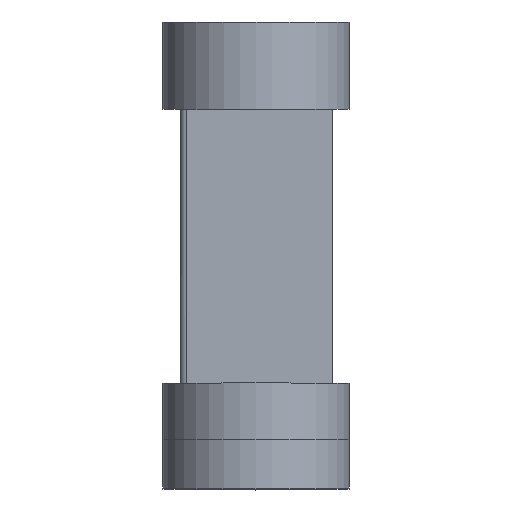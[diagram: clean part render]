
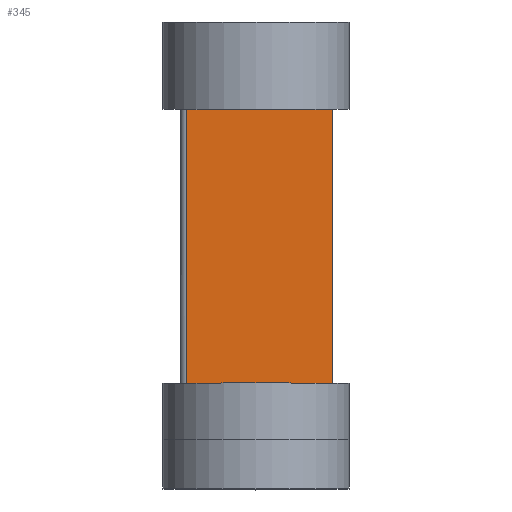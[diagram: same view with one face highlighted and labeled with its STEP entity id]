
A CAD part, top view. The second image highlights one B-rep face of the part: STEP entity #345.
In plain terms, the highlighted planar face has unit normal (0, 0, 1).
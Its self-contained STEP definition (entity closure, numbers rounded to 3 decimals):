
#151=CARTESIAN_POINT('Vertex',(-213.134,0.,-33.435)) ;
#177=CARTESIAN_POINT('Vertex',(-176.053,0.,-33.435)) ;
#180=CARTESIAN_POINT('Line Origine',(-194.593,0.,-33.435)) ;
#200=CARTESIAN_POINT('Line Origine',(-176.053,36.513,-33.435)) ;
#204=CARTESIAN_POINT('Vertex',(-176.053,73.025,-33.435)) ;
#322=CARTESIAN_POINT('Axis2P3D Location',(-176.053,0.,-33.435)) ;
#327=CARTESIAN_POINT('Line Origine',(-213.134,36.513,-33.435)) ;
#331=CARTESIAN_POINT('Vertex',(-213.134,73.025,-33.435)) ;
#334=CARTESIAN_POINT('Line Origine',(-194.593,73.025,-33.435)) ;
#181=DIRECTION('Vector Direction',(-1.,0.,0.)) ;
#201=DIRECTION('Vector Direction',(0.,1.,0.)) ;
#323=DIRECTION('Axis2P3D Direction',(0.,0.,-1.)) ;
#324=DIRECTION('Axis2P3D XDirection',(-1.,0.,0.)) ;
#328=DIRECTION('Vector Direction',(0.,1.,0.)) ;
#335=DIRECTION('Vector Direction',(-1.,0.,0.)) ;
#325=AXIS2_PLACEMENT_3D('Plane Axis2P3D',#322,#323,#324) ;
#340=ORIENTED_EDGE('',*,*,#333,.F.) ;
#341=ORIENTED_EDGE('',*,*,#184,.T.) ;
#342=ORIENTED_EDGE('',*,*,#206,.T.) ;
#343=ORIENTED_EDGE('',*,*,#338,.F.) ;
#182=VECTOR('Line Direction',#181,1.) ;
#202=VECTOR('Line Direction',#201,1.) ;
#329=VECTOR('Line Direction',#328,1.) ;
#336=VECTOR('Line Direction',#335,1.) ;
#345=ADVANCED_FACE('PartBody',(#344),#326,.F.) ;
#184=EDGE_CURVE('',#152,#178,#183,.F.) ;
#206=EDGE_CURVE('',#178,#205,#203,.T.) ;
#333=EDGE_CURVE('',#152,#332,#330,.T.) ;
#338=EDGE_CURVE('',#332,#205,#337,.F.) ;
#339=EDGE_LOOP('',(#340,#341,#342,#343)) ;
#344=FACE_OUTER_BOUND('',#339,.T.) ;
#183=LINE('Line',#180,#182) ;
#203=LINE('Line',#200,#202) ;
#330=LINE('Line',#327,#329) ;
#337=LINE('Line',#334,#336) ;
#326=PLANE('',#325) ;
#152=VERTEX_POINT('',#151) ;
#178=VERTEX_POINT('',#177) ;
#205=VERTEX_POINT('',#204) ;
#332=VERTEX_POINT('',#331) ;
